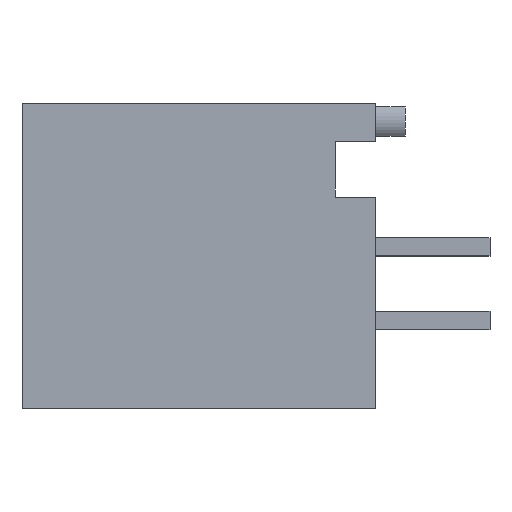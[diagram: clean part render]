
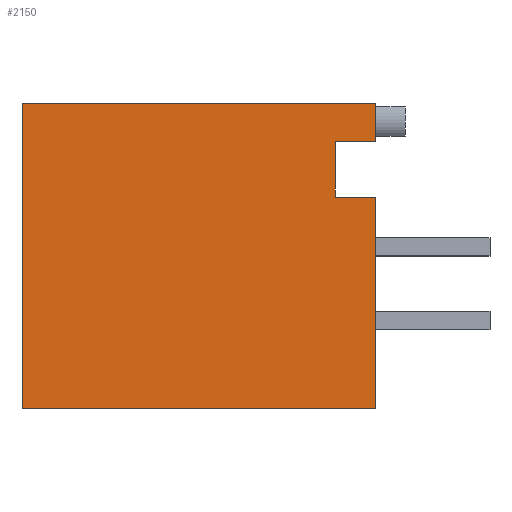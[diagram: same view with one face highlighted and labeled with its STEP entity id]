
A CAD part, left-side view. The second image highlights one B-rep face of the part: STEP entity #2150.
In plain terms, the highlighted planar face has unit normal (-1, 0, 0).
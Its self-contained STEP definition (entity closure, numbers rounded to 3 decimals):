
#86 = VECTOR ( 'NONE', #4363, 1000. ) ;
#259 = ORIENTED_EDGE ( 'NONE', *, *, #576, .T. ) ;
#299 = CARTESIAN_POINT ( 'NONE',  ( -5., 9.6, -4.15 ) ) ;
#347 = CARTESIAN_POINT ( 'NONE',  ( -5., 0., 4.15 ) ) ;
#416 = CARTESIAN_POINT ( 'NONE',  ( -5., 9.6, 4.15 ) ) ;
#428 = ORIENTED_EDGE ( 'NONE', *, *, #989, .F. ) ;
#493 = VERTEX_POINT ( 'NONE', #299 ) ;
#576 = EDGE_CURVE ( 'NONE', #493, #3155, #4206, .T. ) ;
#587 = VERTEX_POINT ( 'NONE', #814 ) ;
#595 = DIRECTION ( 'NONE',  ( 1., 0., 0. ) ) ;
#602 = EDGE_CURVE ( 'NONE', #2718, #3668, #786, .T. ) ;
#670 = ORIENTED_EDGE ( 'NONE', *, *, #1195, .T. ) ;
#730 = CARTESIAN_POINT ( 'NONE',  ( -5., 0., 4.15 ) ) ;
#786 = LINE ( 'NONE', #347, #2316 ) ;
#814 = CARTESIAN_POINT ( 'NONE',  ( -5., 1.1, 1.6 ) ) ;
#989 = EDGE_CURVE ( 'NONE', #587, #1986, #4978, .T. ) ;
#1167 = DIRECTION ( 'NONE',  ( 0., 0., 1. ) ) ;
#1195 = EDGE_CURVE ( 'NONE', #3155, #1986, #3253, .T. ) ;
#1408 = VERTEX_POINT ( 'NONE', #4570 ) ;
#1469 = CARTESIAN_POINT ( 'NONE',  ( -5., 9.6, 1.6 ) ) ;
#1589 = CARTESIAN_POINT ( 'NONE',  ( -5., 0., -4.15 ) ) ;
#1648 = DIRECTION ( 'NONE',  ( 0., 0., 1. ) ) ;
#1677 = LINE ( 'NONE', #3214, #86 ) ;
#1680 = VECTOR ( 'NONE', #1950, 1000. ) ;
#1798 = VERTEX_POINT ( 'NONE', #4637 ) ;
#1950 = DIRECTION ( 'NONE',  ( 0., -1., 0. ) ) ;
#1986 = VERTEX_POINT ( 'NONE', #2352 ) ;
#2036 = EDGE_CURVE ( 'NONE', #493, #1798, #4664, .T. ) ;
#2088 = DIRECTION ( 'NONE',  ( 0., 0., 1. ) ) ;
#2094 = PLANE ( 'NONE',  #5003 ) ;
#2150 = ADVANCED_FACE ( 'NONE', ( #3973 ), #2094, .F. ) ;
#2245 = EDGE_CURVE ( 'NONE', #587, #1408, #3348, .T. ) ;
#2294 = ORIENTED_EDGE ( 'NONE', *, *, #4549, .F. ) ;
#2316 = VECTOR ( 'NONE', #1167, 1000. ) ;
#2330 = CARTESIAN_POINT ( 'NONE',  ( -5., 9.6, -4.15 ) ) ;
#2352 = CARTESIAN_POINT ( 'NONE',  ( -5., 0., 1.6 ) ) ;
#2403 = VECTOR ( 'NONE', #3010, 1000. ) ;
#2447 = CARTESIAN_POINT ( 'NONE',  ( -5., 0., 1.6 ) ) ;
#2515 = VECTOR ( 'NONE', #4571, 1000. ) ;
#2626 = ORIENTED_EDGE ( 'NONE', *, *, #4026, .T. ) ;
#2648 = VECTOR ( 'NONE', #2088, 1000. ) ;
#2718 = VERTEX_POINT ( 'NONE', #3461 ) ;
#2903 = DIRECTION ( 'NONE',  ( 0., 0., -1. ) ) ;
#3010 = DIRECTION ( 'NONE',  ( 0., -1., 0. ) ) ;
#3155 = VERTEX_POINT ( 'NONE', #1589 ) ;
#3214 = CARTESIAN_POINT ( 'NONE',  ( -5., 9.6, 4.15 ) ) ;
#3252 = ORIENTED_EDGE ( 'NONE', *, *, #2245, .T. ) ;
#3253 = LINE ( 'NONE', #2447, #2648 ) ;
#3348 = LINE ( 'NONE', #4893, #4246 ) ;
#3461 = CARTESIAN_POINT ( 'NONE',  ( -5., 0., 3.1 ) ) ;
#3668 = VERTEX_POINT ( 'NONE', #730 ) ;
#3696 = CARTESIAN_POINT ( 'NONE',  ( -5., 9.6, 4.15 ) ) ;
#3743 = DIRECTION ( 'NONE',  ( 0., 0., 1. ) ) ;
#3775 = VECTOR ( 'NONE', #1648, 1000. ) ;
#3842 = ORIENTED_EDGE ( 'NONE', *, *, #2036, .F. ) ;
#3973 = FACE_OUTER_BOUND ( 'NONE', #4691, .T. ) ;
#4026 = EDGE_CURVE ( 'NONE', #1408, #2718, #4187, .T. ) ;
#4187 = LINE ( 'NONE', #4679, #2515 ) ;
#4206 = LINE ( 'NONE', #2330, #2403 ) ;
#4246 = VECTOR ( 'NONE', #3743, 1000. ) ;
#4317 = ORIENTED_EDGE ( 'NONE', *, *, #602, .T. ) ;
#4363 = DIRECTION ( 'NONE',  ( 0., -1., 0. ) ) ;
#4549 = EDGE_CURVE ( 'NONE', #1798, #3668, #1677, .T. ) ;
#4570 = CARTESIAN_POINT ( 'NONE',  ( -5., 1.1, 3.1 ) ) ;
#4571 = DIRECTION ( 'NONE',  ( 0., -1., 0. ) ) ;
#4637 = CARTESIAN_POINT ( 'NONE',  ( -5., 9.6, 4.15 ) ) ;
#4664 = LINE ( 'NONE', #416, #3775 ) ;
#4679 = CARTESIAN_POINT ( 'NONE',  ( -5., 0., 3.1 ) ) ;
#4691 = EDGE_LOOP ( 'NONE', ( #3842, #259, #670, #428, #3252, #2626, #4317, #2294 ) ) ;
#4893 = CARTESIAN_POINT ( 'NONE',  ( -5., 1.1, 3.1 ) ) ;
#4978 = LINE ( 'NONE', #1469, #1680 ) ;
#5003 = AXIS2_PLACEMENT_3D ( 'NONE', #3696, #595, #2903 ) ;
